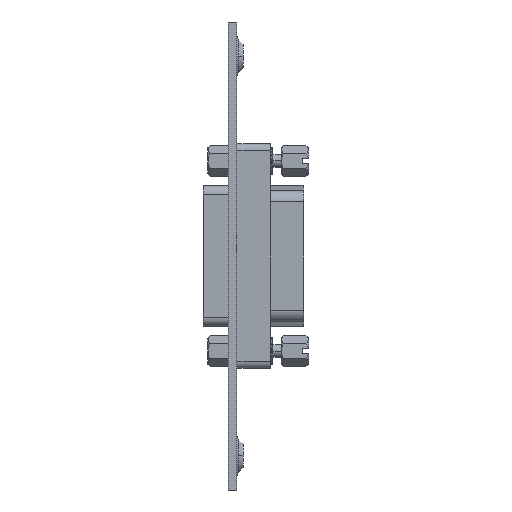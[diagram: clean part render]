
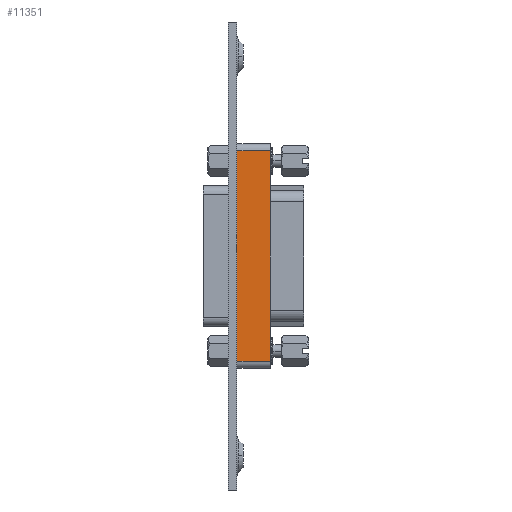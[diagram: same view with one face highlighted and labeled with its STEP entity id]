
A CAD part, left-side view. The second image highlights one B-rep face of the part: STEP entity #11351.
In plain terms, the highlighted face is planar.
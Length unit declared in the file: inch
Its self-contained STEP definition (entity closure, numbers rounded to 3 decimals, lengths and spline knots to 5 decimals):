
#455 = VERTEX_POINT ( 'NONE', #3839 ) ;
#467 = VERTEX_POINT ( 'NONE', #3877 ) ;
#470 = EDGE_CURVE ( 'NONE', #455, #467, #3872, .T. ) ;
#566 = ORIENTED_EDGE ( 'NONE', *, *, #567, .T. ) ;
#567 = EDGE_CURVE ( 'NONE', #455, #11337, #4067, .T. ) ;
#3839 = CARTESIAN_POINT ( 'NONE',  ( -0.725, 0.115, 0.255 ) ) ;
#3869 = DIRECTION ( 'NONE',  ( 1., 0., 0. ) ) ;
#3870 = VECTOR ( 'NONE', #3869, 39.37008 ) ;
#3871 = CARTESIAN_POINT ( 'NONE',  ( -0.775, 0.115, 0.255 ) ) ;
#3872 = LINE ( 'NONE', #3871, #3870 ) ;
#3877 = CARTESIAN_POINT ( 'NONE',  ( 0.725, 0.115, 0.255 ) ) ;
#4064 = DIRECTION ( 'NONE',  ( 0., -1., 0. ) ) ;
#4065 = VECTOR ( 'NONE', #4064, 39.37008 ) ;
#4066 = CARTESIAN_POINT ( 'NONE',  ( -0.725, 0.115, 0.255 ) ) ;
#4067 = LINE ( 'NONE', #4066, #4065 ) ;
#10251 = DIRECTION ( 'NONE',  ( -1., 0., 0. ) ) ;
#10252 = DIRECTION ( 'NONE',  ( 0., 0., -1. ) ) ;
#10253 = CARTESIAN_POINT ( 'NONE',  ( -0.775, 0.115, 0.255 ) ) ;
#10254 = AXIS2_PLACEMENT_3D ( 'NONE', #10253, #10252, #10251 ) ;
#10255 = PLANE ( 'NONE',  #10254 ) ;
#10256 = FACE_OUTER_BOUND ( 'NONE', #11322, .T. ) ;
#10262 = CARTESIAN_POINT ( 'NONE',  ( -0.725, -0.115, 0.255 ) ) ;
#10263 = CARTESIAN_POINT ( 'NONE',  ( 0.725, -0.115, 0.255 ) ) ;
#10300 = DIRECTION ( 'NONE',  ( 1., 0., 0. ) ) ;
#10301 = VECTOR ( 'NONE', #10300, 39.37008 ) ;
#10302 = CARTESIAN_POINT ( 'NONE',  ( -0.775, -0.115, 0.255 ) ) ;
#10303 = LINE ( 'NONE', #10302, #10301 ) ;
#10313 = DIRECTION ( 'NONE',  ( 0., 1., 0. ) ) ;
#10314 = VECTOR ( 'NONE', #10313, 39.37008 ) ;
#10315 = CARTESIAN_POINT ( 'NONE',  ( 0.725, 0.115, 0.255 ) ) ;
#10316 = LINE ( 'NONE', #10315, #10314 ) ;
#11322 = EDGE_LOOP ( 'NONE', ( #11330, #11358, #11360, #566 ) ) ;
#11330 = ORIENTED_EDGE ( 'NONE', *, *, #11392, .T. ) ;
#11336 = VERTEX_POINT ( 'NONE', #10263 ) ;
#11337 = VERTEX_POINT ( 'NONE', #10262 ) ;
#11351 = ADVANCED_FACE ( 'NONE', ( #10256 ), #10255, .F. ) ;
#11355 = EDGE_CURVE ( 'NONE', #11336, #467, #10316, .T. ) ;
#11358 = ORIENTED_EDGE ( 'NONE', *, *, #11355, .T. ) ;
#11360 = ORIENTED_EDGE ( 'NONE', *, *, #470, .F. ) ;
#11392 = EDGE_CURVE ( 'NONE', #11337, #11336, #10303, .T. ) ;
